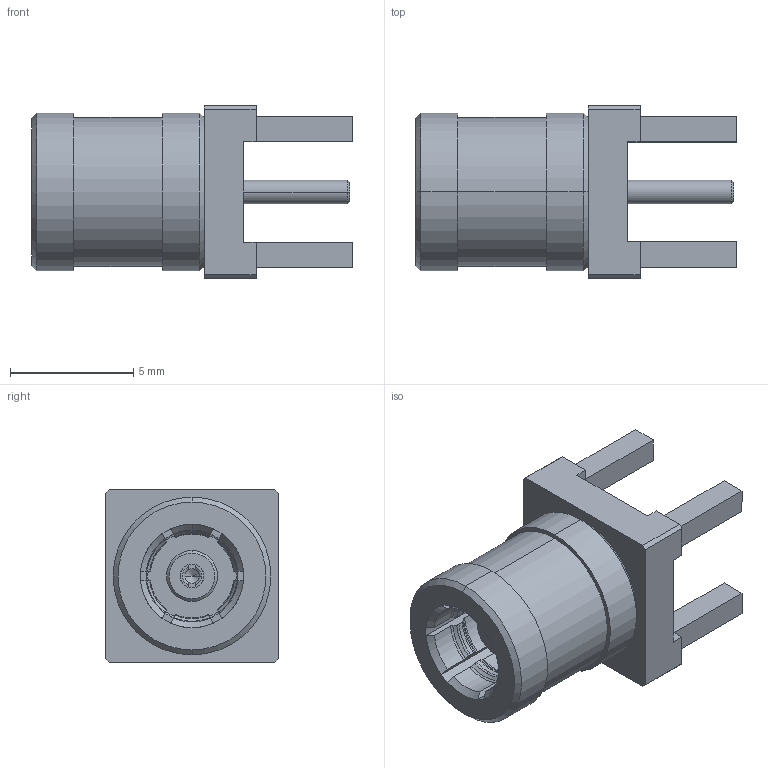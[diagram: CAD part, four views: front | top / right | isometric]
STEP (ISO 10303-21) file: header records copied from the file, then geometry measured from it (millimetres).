
FILE_DESCRIPTION (( 'STEP AP214' ), '1' );
FILE_NAME ('ÑÖÍÊ.434531.033ÑÁ_Ðîçåòêà+äëÿ ïîòðåáèòåëÿ.STEP', '2018-12-04T08:49:52', ( 'User' ), ( '' ), 'SwSTEP 2.0', 'SolidWorks 2016', '' );
FILE_SCHEMA (( 'AUTOMOTIVE_DESIGN' ));
Length unit declared in the file: millimetre
Products named in the file (1): ÑÖÍÊ.434531.033ÑÁ_Ðîçåòêà+äëÿ ïîòðåáèòåëÿ
Bounding box: 13 x 7 x 7 mm (x, y, z)
Volume: 263.6 mm3; surface area: 479.8 mm2
Topology: 1 solids, 1 shells, 168 faces, 455 edges, 296 vertices
Faces by surface type: plane 64, cylinder 38, cone 33, torus 33
Entity records: 7486 total; most frequent: CARTESIAN_POINT 1434, ORIENTED_EDGE 906, DIRECTION 867, EDGE_CURVE 453, AXIS2_PLACEMENT_3D 333, VERTEX_POINT 296, VECTOR 201, LINE 201
